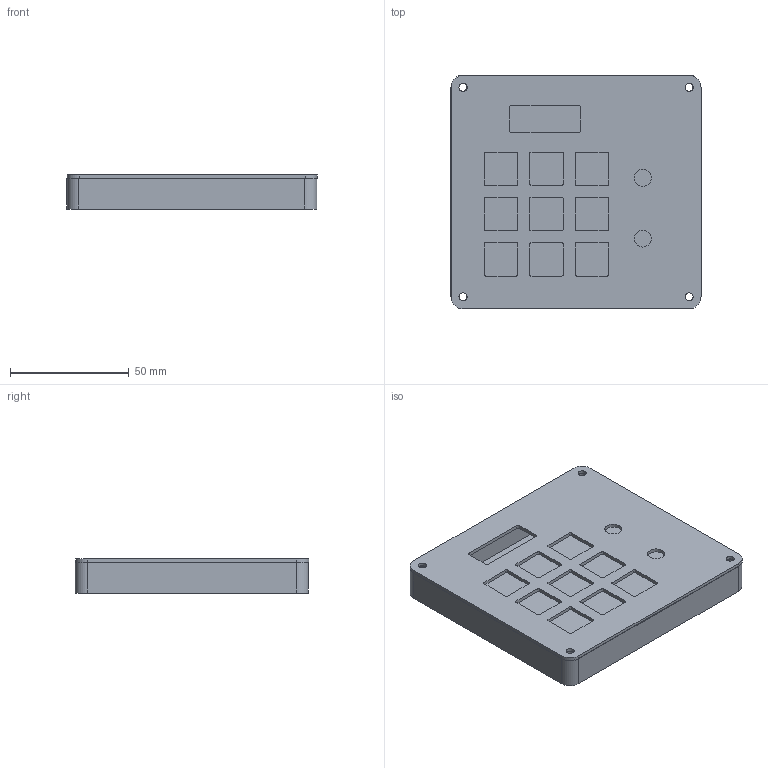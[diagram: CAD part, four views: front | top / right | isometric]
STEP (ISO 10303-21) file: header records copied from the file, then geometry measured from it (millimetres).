
FILE_DESCRIPTION(/* description */ (''),/* implementation_level */ '2;1');
FILE_NAME(/* name */ 'Base MacroPad Whole Assembly Without Electronics.step',/* time_stamp */ '2026-02-04T15:53:57+01:00',/* author */ (''),/* organization */ (''),/* preprocessor_version */ 'ST-DEVELOPER v20.1',/* originating_system */ 'Autodesk Translation Framework v14.24.0.0',/* authorisation */ '');
FILE_SCHEMA (('AUTOMOTIVE_DESIGN { 1 0 10303 214 3 1 1 }'));
Length unit declared in the file: millimetre
Products named in the file (4): Base MacroPad; Base; Top MacroPad; Cherry MX Keycap
Assembly tree (3 placements, depth 2):
  Base MacroPad
    Base
    Top MacroPad
    Cherry MX Keycap
Bounding box: 105.07 x 98.14 x 14.37 mm (x, y, z)
Volume: 77196.1 mm3; surface area: 47143.9 mm2
Topology: 2 solids, 2 shells, 353 faces, 990 edges, 660 vertices
Faces by surface type: bspline 150, plane 141, cylinder 62
Full cylindrical faces by diameter (mm): 3.4 x8, 6 x4, 7.1 x2
Entity records: 12951 total; most frequent: CARTESIAN_POINT 4560, ORIENTED_EDGE 1980, DIRECTION 1234, EDGE_CURVE 990, VERTEX_POINT 660, LINE 566, VECTOR 566, EDGE_LOOP 412
